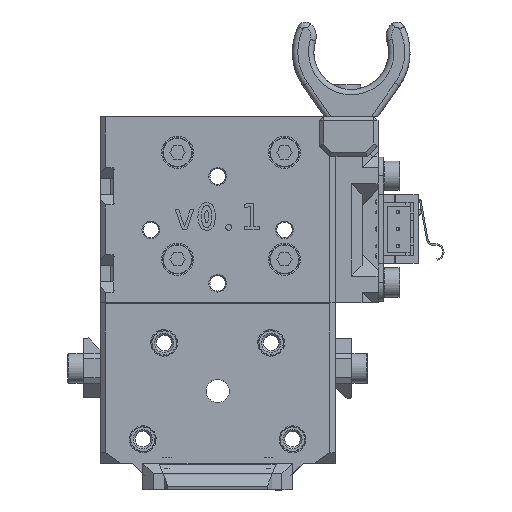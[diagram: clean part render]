
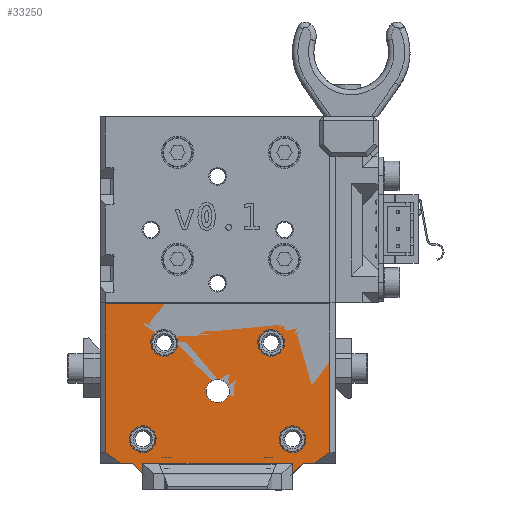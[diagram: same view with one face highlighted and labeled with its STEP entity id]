
A CAD part, top view. The second image highlights one B-rep face of the part: STEP entity #33250.
In plain terms, the highlighted face is planar.
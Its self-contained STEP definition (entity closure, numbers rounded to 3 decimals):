
#1779=FACE_BOUND('',#4662,.T.);
#1780=FACE_BOUND('',#4663,.T.);
#1781=FACE_BOUND('',#4664,.T.);
#1782=FACE_BOUND('',#4665,.T.);
#1783=FACE_BOUND('',#4666,.T.);
#2686=FACE_OUTER_BOUND('',#4661,.T.);
#4661=EDGE_LOOP('',(#25622,#25623,#25624,#25625,#25626,#25627,#25628,#25629,
#25630,#25631,#25632,#25633,#25634,#25635));
#4662=EDGE_LOOP('',(#25636));
#4663=EDGE_LOOP('',(#25637));
#4664=EDGE_LOOP('',(#25638));
#4665=EDGE_LOOP('',(#25639));
#4666=EDGE_LOOP('',(#25640));
#6048=CIRCLE('',#35020,2.35);
#6051=CIRCLE('',#35025,2.35);
#6054=CIRCLE('',#35030,2.35);
#6057=CIRCLE('',#35035,2.35);
#6086=CIRCLE('',#35191,2.175);
#8191=LINE('',#52044,#11690);
#8195=LINE('',#52051,#11694);
#8198=LINE('',#52063,#11697);
#8203=LINE('',#52074,#11702);
#8204=LINE('',#52075,#11703);
#8205=LINE('',#52076,#11704);
#8206=LINE('',#52078,#11705);
#8207=LINE('',#52080,#11706);
#8208=LINE('',#52081,#11707);
#8209=LINE('',#52083,#11708);
#8210=LINE('',#52085,#11709);
#8211=LINE('',#52087,#11710);
#8212=LINE('',#52089,#11711);
#8213=LINE('',#52090,#11712);
#11690=VECTOR('',#39890,1000.);
#11694=VECTOR('',#39894,1000.);
#11697=VECTOR('',#39903,1000.);
#11702=VECTOR('',#39910,1000.);
#11703=VECTOR('',#39911,1000.);
#11704=VECTOR('',#39912,1000.);
#11705=VECTOR('',#39913,1000.);
#11706=VECTOR('',#39914,1000.);
#11707=VECTOR('',#39915,1000.);
#11708=VECTOR('',#39916,1000.);
#11709=VECTOR('',#39917,1000.);
#11710=VECTOR('',#39918,1000.);
#11711=VECTOR('',#39919,1000.);
#11712=VECTOR('',#39920,1000.);
#14665=VERTEX_POINT('',#50982);
#14668=VERTEX_POINT('',#50991);
#14671=VERTEX_POINT('',#51000);
#14674=VERTEX_POINT('',#51009);
#15067=VERTEX_POINT('',#52036);
#15070=VERTEX_POINT('',#52041);
#15071=VERTEX_POINT('',#52043);
#15074=VERTEX_POINT('',#52049);
#15079=VERTEX_POINT('',#52060);
#15080=VERTEX_POINT('',#52062);
#15084=VERTEX_POINT('',#52072);
#15085=VERTEX_POINT('',#52073);
#15086=VERTEX_POINT('',#52077);
#15087=VERTEX_POINT('',#52079);
#15088=VERTEX_POINT('',#52082);
#15089=VERTEX_POINT('',#52084);
#15090=VERTEX_POINT('',#52086);
#15091=VERTEX_POINT('',#52088);
#15092=VERTEX_POINT('',#52091);
#18398=EDGE_CURVE('',#14665,#14665,#6048,.T.);
#18402=EDGE_CURVE('',#14668,#14668,#6051,.T.);
#18406=EDGE_CURVE('',#14671,#14671,#6054,.T.);
#18410=EDGE_CURVE('',#14674,#14674,#6057,.T.);
#18926=EDGE_CURVE('',#15070,#15071,#8191,.T.);
#18930=EDGE_CURVE('',#15074,#15067,#8195,.T.);
#18935=EDGE_CURVE('',#15080,#15079,#8198,.T.);
#18940=EDGE_CURVE('',#15084,#15085,#8203,.T.);
#18941=EDGE_CURVE('',#15084,#15080,#8204,.T.);
#18942=EDGE_CURVE('',#15079,#15071,#8205,.F.);
#18943=EDGE_CURVE('',#15070,#15086,#8206,.T.);
#18944=EDGE_CURVE('',#15086,#15087,#8207,.F.);
#18945=EDGE_CURVE('',#15087,#15067,#8208,.F.);
#18946=EDGE_CURVE('',#15074,#15088,#8209,.T.);
#18947=EDGE_CURVE('',#15088,#15089,#8210,.T.);
#18948=EDGE_CURVE('',#15089,#15090,#8211,.T.);
#18949=EDGE_CURVE('',#15090,#15091,#8212,.T.);
#18950=EDGE_CURVE('',#15091,#15085,#8213,.T.);
#18951=EDGE_CURVE('',#15092,#15092,#6086,.T.);
#25622=ORIENTED_EDGE('',*,*,#18940,.F.);
#25623=ORIENTED_EDGE('',*,*,#18941,.T.);
#25624=ORIENTED_EDGE('',*,*,#18935,.T.);
#25625=ORIENTED_EDGE('',*,*,#18942,.T.);
#25626=ORIENTED_EDGE('',*,*,#18926,.F.);
#25627=ORIENTED_EDGE('',*,*,#18943,.T.);
#25628=ORIENTED_EDGE('',*,*,#18944,.T.);
#25629=ORIENTED_EDGE('',*,*,#18945,.T.);
#25630=ORIENTED_EDGE('',*,*,#18930,.F.);
#25631=ORIENTED_EDGE('',*,*,#18946,.T.);
#25632=ORIENTED_EDGE('',*,*,#18947,.T.);
#25633=ORIENTED_EDGE('',*,*,#18948,.T.);
#25634=ORIENTED_EDGE('',*,*,#18949,.T.);
#25635=ORIENTED_EDGE('',*,*,#18950,.T.);
#25636=ORIENTED_EDGE('',*,*,#18398,.T.);
#25637=ORIENTED_EDGE('',*,*,#18402,.T.);
#25638=ORIENTED_EDGE('',*,*,#18406,.T.);
#25639=ORIENTED_EDGE('',*,*,#18410,.T.);
#25640=ORIENTED_EDGE('',*,*,#18951,.F.);
#31723=PLANE('',#35190);
#33250=ADVANCED_FACE('',(#2686,#1779,#1780,#1781,#1782,#1783),#31723,.T.);
#35020=AXIS2_PLACEMENT_3D('',#50983,#39068,#39069);
#35025=AXIS2_PLACEMENT_3D('',#50992,#39079,#39080);
#35030=AXIS2_PLACEMENT_3D('',#51001,#39090,#39091);
#35035=AXIS2_PLACEMENT_3D('',#51010,#39101,#39102);
#35190=AXIS2_PLACEMENT_3D('',#52071,#39908,#39909);
#35191=AXIS2_PLACEMENT_3D('',#52092,#39921,#39922);
#39068=DIRECTION('center_axis',(0.,1.,0.));
#39069=DIRECTION('ref_axis',(1.,0.,0.));
#39079=DIRECTION('center_axis',(0.,1.,0.));
#39080=DIRECTION('ref_axis',(1.,0.,0.));
#39090=DIRECTION('center_axis',(0.,1.,0.));
#39091=DIRECTION('ref_axis',(1.,0.,0.));
#39101=DIRECTION('center_axis',(0.,1.,0.));
#39102=DIRECTION('ref_axis',(1.,0.,0.));
#39890=DIRECTION('',(1.,0.,0.));
#39894=DIRECTION('',(1.,0.,0.));
#39903=DIRECTION('',(-1.,0.,0.));
#39908=DIRECTION('center_axis',(0.,-1.,0.));
#39909=DIRECTION('ref_axis',(-1.,0.,0.));
#39910=DIRECTION('',(0.,0.,-1.));
#39911=DIRECTION('',(-0.816,0.,0.577));
#39912=DIRECTION('',(0.707,0.,-0.707));
#39913=DIRECTION('',(0.,0.,-1.));
#39914=DIRECTION('',(1.,0.,0.));
#39915=DIRECTION('',(0.,0.,-1.));
#39916=DIRECTION('',(-0.707,0.,-0.707));
#39917=DIRECTION('',(-1.,0.,0.));
#39918=DIRECTION('',(-0.816,0.,-0.577));
#39919=DIRECTION('',(0.,0.,-1.));
#39920=DIRECTION('',(1.,0.,0.));
#39921=DIRECTION('center_axis',(0.,-1.,0.));
#39922=DIRECTION('ref_axis',(-1.,0.,0.));
#50982=CARTESIAN_POINT('',(-12.35,-36.603,31.339));
#50983=CARTESIAN_POINT('Origin',(-10.,-36.603,31.339));
#50991=CARTESIAN_POINT('',(11.65,-36.603,49.339));
#50992=CARTESIAN_POINT('Origin',(14.,-36.603,49.339));
#51000=CARTESIAN_POINT('',(7.65,-36.603,31.339));
#51001=CARTESIAN_POINT('Origin',(10.,-36.603,31.339));
#51009=CARTESIAN_POINT('',(-16.35,-36.603,49.339));
#51010=CARTESIAN_POINT('Origin',(-14.,-36.603,49.339));
#52036=CARTESIAN_POINT('',(-10.92,-36.603,58.839));
#52041=CARTESIAN_POINT('',(10.92,-36.603,58.839));
#52043=CARTESIAN_POINT('',(11.,-36.603,58.839));
#52044=CARTESIAN_POINT('',(0.,-36.603,58.839));
#52049=CARTESIAN_POINT('',(-11.,-36.603,58.839));
#52051=CARTESIAN_POINT('',(0.,-36.603,58.839));
#52060=CARTESIAN_POINT('',(16.,-36.603,53.839));
#52062=CARTESIAN_POINT('',(18.172,-36.603,53.839));
#52063=CARTESIAN_POINT('',(-11.,-36.603,53.839));
#52071=CARTESIAN_POINT('Origin',(-11.,-36.603,53.839));
#52072=CARTESIAN_POINT('',(21.,-36.603,51.839));
#52073=CARTESIAN_POINT('',(21.,-36.603,24.039));
#52074=CARTESIAN_POINT('',(21.,-36.603,53.839));
#52075=CARTESIAN_POINT('',(-1.276,-36.603,67.59));
#52076=CARTESIAN_POINT('',(16.,-36.603,53.839));
#52077=CARTESIAN_POINT('',(10.92,-36.603,54.039));
#52078=CARTESIAN_POINT('',(10.92,-36.603,58.839));
#52079=CARTESIAN_POINT('',(-10.92,-36.603,54.039));
#52080=CARTESIAN_POINT('',(0.,-36.603,54.039));
#52081=CARTESIAN_POINT('',(-10.92,-36.603,58.839));
#52082=CARTESIAN_POINT('',(-16.,-36.603,53.839));
#52083=CARTESIAN_POINT('',(-11.,-36.603,58.839));
#52084=CARTESIAN_POINT('',(-18.172,-36.603,53.839));
#52085=CARTESIAN_POINT('',(-11.,-36.603,53.839));
#52086=CARTESIAN_POINT('',(-21.,-36.603,51.839));
#52087=CARTESIAN_POINT('',(-13.391,-36.603,57.219));
#52088=CARTESIAN_POINT('',(-21.,-36.603,24.039));
#52089=CARTESIAN_POINT('',(-21.,-36.603,53.839));
#52090=CARTESIAN_POINT('',(21.,-36.603,24.039));
#52091=CARTESIAN_POINT('',(-2.175,-36.603,40.339));
#52092=CARTESIAN_POINT('Origin',(0.,-36.603,
40.339));
